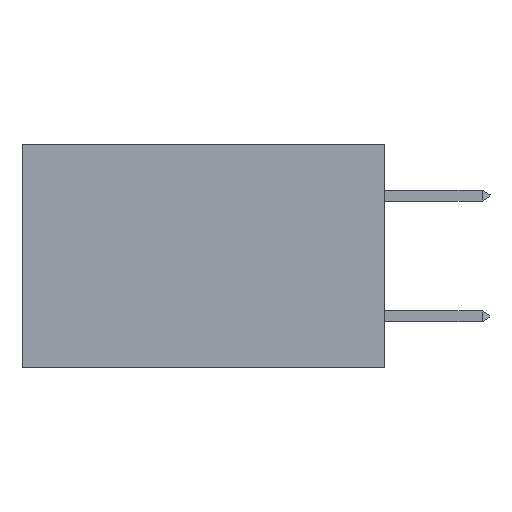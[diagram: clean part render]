
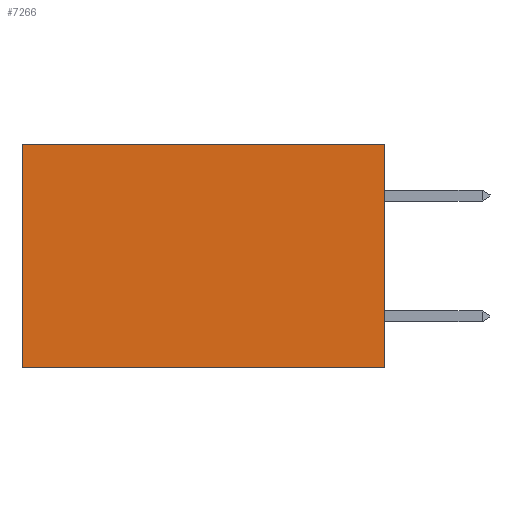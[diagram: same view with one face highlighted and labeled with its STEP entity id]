
A CAD part, left-side view. The second image highlights one B-rep face of the part: STEP entity #7266.
In plain terms, the highlighted planar face has unit normal (-1, 0, 0).
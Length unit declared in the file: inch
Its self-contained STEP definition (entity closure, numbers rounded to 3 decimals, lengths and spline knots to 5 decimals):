
#83 = ORIENTED_EDGE ( 'NONE', *, *, #18233, .F. ) ;
#261 = CARTESIAN_POINT ( 'NONE',  ( 0.2875, 0., -0.37 ) ) ;
#1411 = LINE ( 'NONE', #261, #19690 ) ;
#1524 = LINE ( 'NONE', #9098, #20165 ) ;
#3167 = CARTESIAN_POINT ( 'NONE',  ( 0.2875, 0., 0. ) ) ;
#4339 = EDGE_LOOP ( 'NONE', ( #8037, #10272, #83, #19738 ) ) ;
#4978 = VECTOR ( 'NONE', #24122, 39.37008 ) ;
#5223 = VERTEX_POINT ( 'NONE', #5952 ) ;
#5391 = LINE ( 'NONE', #19511, #29022 ) ;
#5645 = PLANE ( 'NONE',  #7057 ) ;
#5952 = CARTESIAN_POINT ( 'NONE',  ( 0.2875, 0., 0. ) ) ;
#7057 = AXIS2_PLACEMENT_3D ( 'NONE', #3167, #19182, #26308 ) ;
#7266 = ADVANCED_FACE ( 'NONE', ( #14979 ), #5645, .F. ) ;
#8037 = ORIENTED_EDGE ( 'NONE', *, *, #29226, .T. ) ;
#8628 = DIRECTION ( 'NONE',  ( 0., 1., 0. ) ) ;
#9098 = CARTESIAN_POINT ( 'NONE',  ( 0.2875, 0., 0. ) ) ;
#10272 = ORIENTED_EDGE ( 'NONE', *, *, #21780, .F. ) ;
#11075 = LINE ( 'NONE', #15098, #4978 ) ;
#14311 = EDGE_CURVE ( 'NONE', #5223, #15081, #1524, .T. ) ;
#14979 = FACE_OUTER_BOUND ( 'NONE', #4339, .T. ) ;
#15081 = VERTEX_POINT ( 'NONE', #15810 ) ;
#15098 = CARTESIAN_POINT ( 'NONE',  ( 0.2875, 0.6, 0. ) ) ;
#15810 = CARTESIAN_POINT ( 'NONE',  ( 0.2875, 0.6, 0. ) ) ;
#16243 = DIRECTION ( 'NONE',  ( 0., 1., 0. ) ) ;
#17804 = CARTESIAN_POINT ( 'NONE',  ( 0.2875, 0.6, -0.37 ) ) ;
#18233 = EDGE_CURVE ( 'NONE', #5223, #23407, #5391, .T. ) ;
#18662 = VERTEX_POINT ( 'NONE', #17804 ) ;
#19182 = DIRECTION ( 'NONE',  ( 1., 0., 0. ) ) ;
#19511 = CARTESIAN_POINT ( 'NONE',  ( 0.2875, 0., 0. ) ) ;
#19619 = DIRECTION ( 'NONE',  ( 0., 0., -1. ) ) ;
#19690 = VECTOR ( 'NONE', #16243, 39.37008 ) ;
#19738 = ORIENTED_EDGE ( 'NONE', *, *, #14311, .T. ) ;
#20165 = VECTOR ( 'NONE', #8628, 39.37008 ) ;
#21780 = EDGE_CURVE ( 'NONE', #23407, #18662, #1411, .T. ) ;
#23407 = VERTEX_POINT ( 'NONE', #26908 ) ;
#24122 = DIRECTION ( 'NONE',  ( 0., 0., -1. ) ) ;
#26308 = DIRECTION ( 'NONE',  ( 0., 0., -1. ) ) ;
#26908 = CARTESIAN_POINT ( 'NONE',  ( 0.2875, 0., -0.37 ) ) ;
#29022 = VECTOR ( 'NONE', #19619, 39.37008 ) ;
#29226 = EDGE_CURVE ( 'NONE', #15081, #18662, #11075, .T. ) ;
